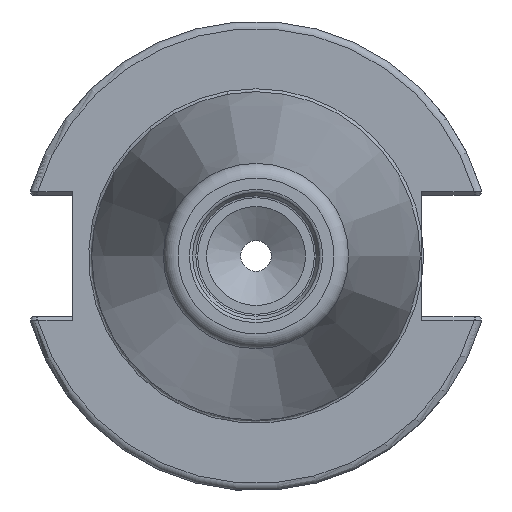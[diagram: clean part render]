
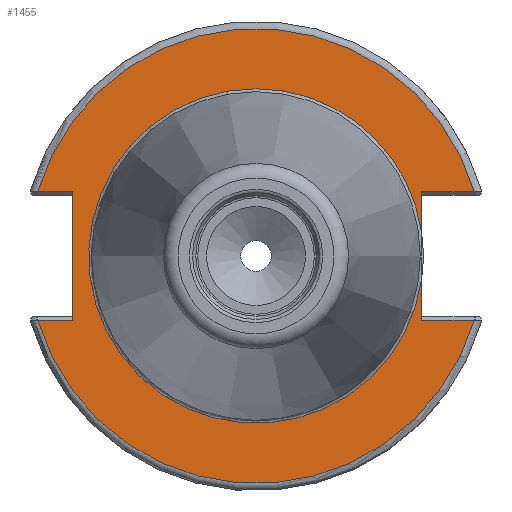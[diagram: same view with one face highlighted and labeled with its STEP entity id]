
A CAD part, left-side view. The second image highlights one B-rep face of the part: STEP entity #1455.
In plain terms, the highlighted planar face has unit normal (-1, 0, 0).
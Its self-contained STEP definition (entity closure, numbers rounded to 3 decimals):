
#110=PLANE('',#1578);
#171=FACE_OUTER_BOUND('',#265,.T.);
#265=EDGE_LOOP('',(#1051,#1052,#1053,#1054,#1055,#1056,#1057,#1058,#1059,
#1060,#1061));
#355=LINE('',#2147,#456);
#362=LINE('',#2269,#463);
#363=LINE('',#2273,#464);
#364=LINE('',#2275,#465);
#365=LINE('',#2277,#466);
#366=LINE('',#2281,#467);
#367=LINE('',#2283,#468);
#456=VECTOR('',#1771,10.);
#463=VECTOR('',#1782,10.);
#464=VECTOR('',#1785,10.);
#465=VECTOR('',#1786,10.);
#466=VECTOR('',#1787,10.);
#467=VECTOR('',#1790,10.);
#468=VECTOR('',#1791,10.);
#563=CIRCLE('',#1579,30.775);
#564=CIRCLE('',#1580,30.775);
#565=CIRCLE('',#1581,22.625);
#566=CIRCLE('',#1582,22.625);
#635=VERTEX_POINT('',#2144);
#636=VERTEX_POINT('',#2146);
#644=VERTEX_POINT('',#2268);
#645=VERTEX_POINT('',#2270);
#646=VERTEX_POINT('',#2272);
#647=VERTEX_POINT('',#2274);
#648=VERTEX_POINT('',#2276);
#649=VERTEX_POINT('',#2278);
#650=VERTEX_POINT('',#2280);
#651=VERTEX_POINT('',#2282);
#652=VERTEX_POINT('',#2284);
#786=EDGE_CURVE('',#635,#636,#355,.T.);
#798=EDGE_CURVE('',#644,#636,#362,.T.);
#799=EDGE_CURVE('',#645,#635,#563,.T.);
#800=EDGE_CURVE('',#646,#645,#363,.T.);
#801=EDGE_CURVE('',#646,#647,#364,.T.);
#802=EDGE_CURVE('',#648,#647,#365,.T.);
#803=EDGE_CURVE('',#649,#648,#564,.T.);
#804=EDGE_CURVE('',#650,#649,#366,.T.);
#805=EDGE_CURVE('',#650,#651,#367,.T.);
#806=EDGE_CURVE('',#651,#652,#565,.T.);
#807=EDGE_CURVE('',#652,#644,#566,.T.);
#1051=ORIENTED_EDGE('',*,*,#798,.T.);
#1052=ORIENTED_EDGE('',*,*,#786,.F.);
#1053=ORIENTED_EDGE('',*,*,#799,.F.);
#1054=ORIENTED_EDGE('',*,*,#800,.F.);
#1055=ORIENTED_EDGE('',*,*,#801,.T.);
#1056=ORIENTED_EDGE('',*,*,#802,.F.);
#1057=ORIENTED_EDGE('',*,*,#803,.F.);
#1058=ORIENTED_EDGE('',*,*,#804,.F.);
#1059=ORIENTED_EDGE('',*,*,#805,.T.);
#1060=ORIENTED_EDGE('',*,*,#806,.T.);
#1061=ORIENTED_EDGE('',*,*,#807,.T.);
#1455=ADVANCED_FACE('',(#171),#110,.T.);
#1578=AXIS2_PLACEMENT_3D('',#2267,#1780,#1781);
#1579=AXIS2_PLACEMENT_3D('',#2271,#1783,#1784);
#1580=AXIS2_PLACEMENT_3D('',#2279,#1788,#1789);
#1581=AXIS2_PLACEMENT_3D('',#2285,#1792,#1793);
#1582=AXIS2_PLACEMENT_3D('',#2286,#1794,#1795);
#1771=DIRECTION('',(0.,1.,0.));
#1780=DIRECTION('center_axis',(-1.,0.,0.));
#1781=DIRECTION('ref_axis',(0.,0.,1.));
#1782=DIRECTION('',(0.,0.,1.));
#1783=DIRECTION('center_axis',(1.,0.,0.));
#1784=DIRECTION('ref_axis',(0.,0.,-1.));
#1785=DIRECTION('',(0.,1.,0.));
#1786=DIRECTION('',(0.,0.,-1.));
#1787=DIRECTION('',(0.,-1.,0.));
#1788=DIRECTION('center_axis',(1.,0.,0.));
#1789=DIRECTION('ref_axis',(0.,0.,-1.));
#1790=DIRECTION('',(0.,-1.,0.));
#1791=DIRECTION('',(0.,0.,1.));
#1792=DIRECTION('center_axis',(1.,0.,0.));
#1793=DIRECTION('ref_axis',(0.,0.,-1.));
#1794=DIRECTION('center_axis',(1.,0.,0.));
#1795=DIRECTION('ref_axis',(0.,0.,-1.));
#2144=CARTESIAN_POINT('',(1.,-29.523,8.69));
#2146=CARTESIAN_POINT('',(1.,-22.41,8.69));
#2147=CARTESIAN_POINT('',(1.,4.182,8.69));
#2267=CARTESIAN_POINT('Origin',(1.,30.775,0.));
#2268=CARTESIAN_POINT('',(1.,-22.41,3.112));
#2269=CARTESIAN_POINT('',(1.,-22.41,-4.095));
#2270=CARTESIAN_POINT('',(1.,29.523,8.69));
#2271=CARTESIAN_POINT('Origin',(1.,0.,0.));
#2272=CARTESIAN_POINT('',(1.,24.8,8.69));
#2273=CARTESIAN_POINT('',(1.,38.399,8.69));
#2274=CARTESIAN_POINT('',(1.,24.8,-8.69));
#2275=CARTESIAN_POINT('',(1.,24.8,4.095));
#2276=CARTESIAN_POINT('',(1.,29.523,-8.69));
#2277=CARTESIAN_POINT('',(1.,27.788,-8.69));
#2278=CARTESIAN_POINT('',(1.,-29.523,-8.69));
#2279=CARTESIAN_POINT('Origin',(1.,0.,0.));
#2280=CARTESIAN_POINT('',(1.,-22.41,-8.69));
#2281=CARTESIAN_POINT('',(1.,-6.591,-8.69));
#2282=CARTESIAN_POINT('',(1.,-22.41,-3.112));
#2283=CARTESIAN_POINT('',(1.,-22.41,-4.095));
#2284=CARTESIAN_POINT('',(1.,0.,22.625));
#2285=CARTESIAN_POINT('Origin',(1.,0.,0.));
#2286=CARTESIAN_POINT('Origin',(1.,0.,0.));
